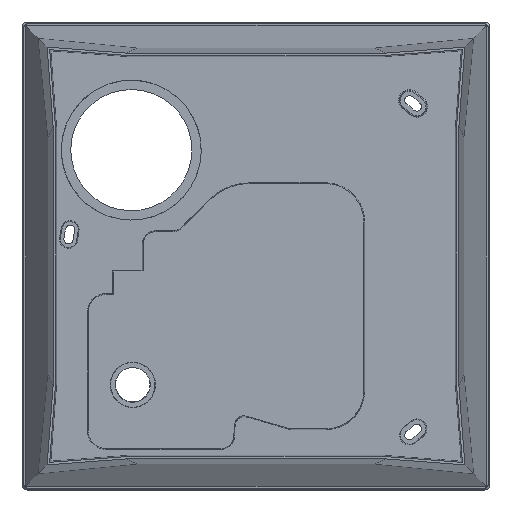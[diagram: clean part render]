
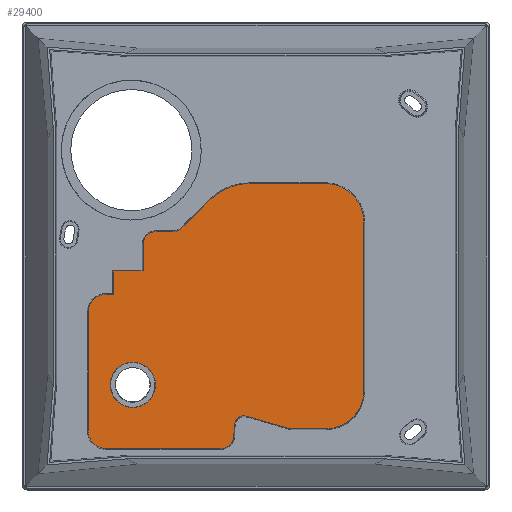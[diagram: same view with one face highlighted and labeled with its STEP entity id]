
A CAD part, front view. The second image highlights one B-rep face of the part: STEP entity #29400.
In plain terms, the highlighted planar face has unit normal (0, -1, 0).
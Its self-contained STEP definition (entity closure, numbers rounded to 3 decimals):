
#100=CARTESIAN_POINT('',(63.75,-13.7,20.067));
#110=VERTEX_POINT('',#100);
#280=CARTESIAN_POINT('',(63.75,-13.7,-79.38));
#290=VERTEX_POINT('',#280);
#320=CARTESIAN_POINT('',(63.75,-13.7,0.));
#330=DIRECTION('',(-0.,0.,1.));
#340=VECTOR('',#330,1.);
#350=LINE('',#320,#340);
#360=EDGE_CURVE('',#290,#110,#350,.T.);
#1760=CARTESIAN_POINT('',(20.807,-13.7,-102.066));
#1770=VERTEX_POINT('',#1760);
#1820=CARTESIAN_POINT('',(0.,-13.7,-102.066));
#1830=DIRECTION('',(-1.,0.,0.));
#1840=VECTOR('',#1830,1.);
#1850=LINE('',#1820,#1840);
#1860=CARTESIAN_POINT('',(41.063,-13.7,-102.066));
#1870=VERTEX_POINT('',#1860);
#1880=EDGE_CURVE('',#1870,#1770,#1850,.T.);
#3050=CARTESIAN_POINT('',(-88.328,-13.7,-22.64));
#3060=VERTEX_POINT('',#3050);
#3110=CARTESIAN_POINT('',(-88.315,-13.7,-33.346));
#3120=DIRECTION('',(0.,1.,-0.));
#3130=DIRECTION('',(-0.707,0.,0.707));
#3140=AXIS2_PLACEMENT_3D('',#3110,#3120,#3130);
#3150=ELLIPSE('',#3140,10.713,10.7);
#3160=CARTESIAN_POINT('',(-99.022,-13.7,-33.333));
#3170=VERTEX_POINT('',#3160);
#3180=EDGE_CURVE('',#3170,#3060,#3150,.T.);
#9830=CARTESIAN_POINT('',(-66.65,-13.7,6.734));
#9840=VERTEX_POINT('',#9830);
#9890=CARTESIAN_POINT('',(-66.65,-13.7,0.));
#9900=DIRECTION('',(0.,0.,-1.));
#9910=VECTOR('',#9900,1.);
#9920=LINE('',#9890,#9910);
#9930=CARTESIAN_POINT('',(-66.65,-13.7,-8.852));
#9940=VERTEX_POINT('',#9930);
#9950=EDGE_CURVE('',#9840,#9940,#9920,.T.);
#10910=CARTESIAN_POINT('',(-60.353,-13.7,0.));
#10920=DIRECTION('',(0.707,-0.,0.707));
#10930=VECTOR('',#10920,1.);
#10940=LINE('',#10910,#10930);
#10950=CARTESIAN_POINT('',(-43.67,-13.7,16.683));
#10960=VERTEX_POINT('',#10950);
#10970=CARTESIAN_POINT('',(-27.172,-13.7,33.181));
#10980=VERTEX_POINT('',#10970);
#10990=EDGE_CURVE('',#10960,#10980,#10940,.T.);
#11370=CARTESIAN_POINT('',(-12.648,-13.7,-99.537));
#11380=VERTEX_POINT('',#11370);
#11410=CARTESIAN_POINT('',(-7.155,-13.7,-99.874));
#11420=DIRECTION('',(0.,1.,-0.));
#11430=DIRECTION('',(-0.578,0.,0.816));
#11440=AXIS2_PLACEMENT_3D('',#11410,#11420,#11430);
#11450=ELLIPSE('',#11440,5.509,5.5);
#11460=CARTESIAN_POINT('',(-5.646,-13.7,-94.581));
#11470=VERTEX_POINT('',#11460);
#11480=EDGE_CURVE('',#11380,#11470,#11450,.T.);
#12130=CARTESIAN_POINT('',(-6.686,-13.7,0.));
#12140=DIRECTION('',(-0.06,0.,-0.998));
#12150=VECTOR('',#12140,1.);
#12160=LINE('',#12130,#12150);
#12170=CARTESIAN_POINT('',(-13.065,-13.7,-106.5));
#12180=VERTEX_POINT('',#12170);
#12190=EDGE_CURVE('',#11380,#12180,#12160,.T.);
#23910=CARTESIAN_POINT('',(0.,-13.7,-22.64));
#23920=DIRECTION('',(1.,-0.,-0.));
#23930=VECTOR('',#23920,1.);
#23940=LINE('',#23910,#23930);
#23950=CARTESIAN_POINT('',(-84.116,-13.7,-22.64));
#23960=VERTEX_POINT('',#23950);
#23970=EDGE_CURVE('',#3060,#23960,#23940,.T.);
#25730=CARTESIAN_POINT('',(0.,-13.7,-8.852));
#25740=DIRECTION('',(1.,-0.,0.));
#25750=VECTOR('',#25740,1.);
#25760=LINE('',#25730,#25750);
#25770=CARTESIAN_POINT('',(-84.116,-13.7,-8.852));
#25780=VERTEX_POINT('',#25770);
#25790=EDGE_CURVE('',#25780,#9940,#25760,.T.);
#27030=CARTESIAN_POINT('',(-58.955,-13.7,14.429));
#27040=VERTEX_POINT('',#27030);
#27090=CARTESIAN_POINT('',(-58.946,-13.7,6.724));
#27100=DIRECTION('',(0.,1.,-0.));
#27110=DIRECTION('',(-0.707,0.,0.707));
#27120=AXIS2_PLACEMENT_3D('',#27090,#27100,#27110);
#27130=ELLIPSE('',#27120,7.709,7.7);
#27140=EDGE_CURVE('',#9840,#27040,#27130,.T.);
#27530=CARTESIAN_POINT('',(41.063,-13.7,42.753));
#27540=VERTEX_POINT('',#27530);
#27670=CARTESIAN_POINT('',(41.036,-13.7,20.039));
#27680=DIRECTION('',(0.,1.,-0.));
#27690=DIRECTION('',(-0.707,0.,-0.707));
#27700=AXIS2_PLACEMENT_3D('',#27670,#27680,#27690);
#27710=ELLIPSE('',#27700,22.728,22.7);
#27720=EDGE_CURVE('',#27540,#110,#27710,.T.);
#28170=CARTESIAN_POINT('',(-10.419,-13.7,-78.29));
#28180=DIRECTION('',(0.,1.,-0.));
#28190=DIRECTION('',(-1.,0.,0.));
#28200=AXIS2_PLACEMENT_3D('',#28170,#28180,#28190);
#28210=PLANE('',#28200);
#28220=CARTESIAN_POINT('',(-72.703,-13.7,-76.051));
#28230=DIRECTION('',(0.,-1.,0.));
#28240=DIRECTION('',(0.,0.,1.));
#28250=AXIS2_PLACEMENT_3D('',#28220,#28230,#28240);
#28260=CIRCLE('',#28250,13.337);
#28270=CARTESIAN_POINT('',(-72.703,-13.7,-62.714));
#28280=VERTEX_POINT('',#28270);
#28290=CARTESIAN_POINT('',(-72.703,-13.7,-89.389));
#28300=VERTEX_POINT('',#28290);
#28310=EDGE_CURVE('',#28280,#28300,#28260,.T.);
#28320=ORIENTED_EDGE('',*,*,#28310,.F.);
#28330=EDGE_CURVE('',#28300,#28280,#28260,.T.);
#28340=ORIENTED_EDGE('',*,*,#28330,.F.);
#28350=EDGE_LOOP('',(#28340,#28320));
#28360=FACE_BOUND('',#28350,.T.);
#28370=ORIENTED_EDGE('',*,*,#25790,.F.);
#28380=ORIENTED_EDGE('',*,*,#9950,.T.);
#28390=ORIENTED_EDGE('',*,*,#27140,.F.);
#28400=CARTESIAN_POINT('',(0.,-13.7,14.429));
#28410=DIRECTION('',(-1.,0.,0.));
#28420=VECTOR('',#28410,1.);
#28430=LINE('',#28400,#28420);
#28440=CARTESIAN_POINT('',(-49.112,-13.7,14.429));
#28450=VERTEX_POINT('',#28440);
#28460=EDGE_CURVE('',#28450,#27040,#28430,.T.);
#28470=ORIENTED_EDGE('',*,*,#28460,.T.);
#28480=CARTESIAN_POINT('',(-49.116,-13.7,22.134));
#28490=DIRECTION('',(0.,1.,-0.));
#28500=DIRECTION('',(-0.383,0.,0.924));
#28510=AXIS2_PLACEMENT_3D('',#28480,#28490,#28500);
#28520=ELLIPSE('',#28510,7.705,7.7);
#28530=EDGE_CURVE('',#10960,#28450,#28520,.T.);
#28540=ORIENTED_EDGE('',*,*,#28530,.T.);
#28550=ORIENTED_EDGE('',*,*,#10990,.F.);
#28560=CARTESIAN_POINT('',(-4.047,-13.7,10.033));
#28570=DIRECTION('',(0.,1.,-0.));
#28580=DIRECTION('',(-0.383,0.,0.924));
#28590=AXIS2_PLACEMENT_3D('',#28560,#28570,#28580);
#28600=ELLIPSE('',#28590,32.723,32.7);
#28610=CARTESIAN_POINT('',(-4.064,-13.7,42.753));
#28620=VERTEX_POINT('',#28610);
#28630=EDGE_CURVE('',#10980,#28620,#28600,.T.);
#28640=ORIENTED_EDGE('',*,*,#28630,.F.);
#28650=CARTESIAN_POINT('',(0.,-13.7,42.753));
#28660=DIRECTION('',(1.,0.,0.));
#28670=VECTOR('',#28660,1.);
#28680=LINE('',#28650,#28670);
#28690=EDGE_CURVE('',#28620,#27540,#28680,.T.);
#28700=ORIENTED_EDGE('',*,*,#28690,.F.);
#28710=ORIENTED_EDGE('',*,*,#27720,.F.);
#28720=ORIENTED_EDGE('',*,*,#360,.T.);
#28730=CARTESIAN_POINT('',(41.036,-13.7,-79.352));
#28740=DIRECTION('',(0.,1.,-0.));
#28750=DIRECTION('',(-0.707,0.,0.707));
#28760=AXIS2_PLACEMENT_3D('',#28730,#28740,#28750);
#28770=ELLIPSE('',#28760,22.728,22.7);
#28780=EDGE_CURVE('',#290,#1870,#28770,.T.);
#28790=ORIENTED_EDGE('',*,*,#28780,.F.);
#28800=ORIENTED_EDGE('',*,*,#1880,.F.);
#28810=CARTESIAN_POINT('',(20.807,-13.7,-99.564));
#28820=DIRECTION('',(0.,1.,-0.));
#28830=DIRECTION('',(0.139,0.,0.99));
#28840=AXIS2_PLACEMENT_3D('',#28810,#28820,#28830);
#28850=ELLIPSE('',#28840,2.502,2.5);
#28860=CARTESIAN_POINT('',(20.118,-13.7,-101.969));
#28870=VERTEX_POINT('',#28860);
#28880=EDGE_CURVE('',#1770,#28870,#28850,.T.);
#28890=ORIENTED_EDGE('',*,*,#28880,.F.);
#28900=CARTESIAN_POINT('',(0.,-13.7,-96.2));
#28910=DIRECTION('',(0.961,0.,-0.276));
#28920=VECTOR('',#28910,1.);
#28930=LINE('',#28900,#28920);
#28940=EDGE_CURVE('',#11470,#28870,#28930,.T.);
#28950=ORIENTED_EDGE('',*,*,#28940,.T.);
#28960=ORIENTED_EDGE('',*,*,#11480,.T.);
#28970=ORIENTED_EDGE('',*,*,#12190,.F.);
#28980=CARTESIAN_POINT('',(-20.755,-13.7,-106.031));
#28990=DIRECTION('',(0.,1.,-0.));
#29000=DIRECTION('',(-0.686,0.,0.728));
#29010=AXIS2_PLACEMENT_3D('',#28980,#28990,#29000);
#29020=ELLIPSE('',#29010,7.709,7.7);
#29030=CARTESIAN_POINT('',(-20.747,-13.7,-113.736));
#29040=VERTEX_POINT('',#29030);
#29050=EDGE_CURVE('',#12180,#29040,#29020,.T.);
#29060=ORIENTED_EDGE('',*,*,#29050,.F.);
#29070=CARTESIAN_POINT('',(0.,-13.7,-113.736));
#29080=DIRECTION('',(-1.,0.,0.));
#29090=VECTOR('',#29080,1.);
#29100=LINE('',#29070,#29090);
#29110=CARTESIAN_POINT('',(-88.328,-13.7,-113.736));
#29120=VERTEX_POINT('',#29110);
#29130=EDGE_CURVE('',#29040,#29120,#29100,.T.);
#29140=ORIENTED_EDGE('',*,*,#29130,.F.);
#29150=CARTESIAN_POINT('',(-88.315,-13.7,-103.029));
#29160=DIRECTION('',(0.,1.,-0.));
#29170=DIRECTION('',(-0.707,0.,-0.707));
#29180=AXIS2_PLACEMENT_3D('',#29150,#29160,#29170);
#29190=ELLIPSE('',#29180,10.713,10.7);
#29200=CARTESIAN_POINT('',(-99.022,-13.7,-103.042));
#29210=VERTEX_POINT('',#29200);
#29220=EDGE_CURVE('',#29120,#29210,#29190,.T.);
#29230=ORIENTED_EDGE('',*,*,#29220,.F.);
#29240=CARTESIAN_POINT('',(-99.022,-13.7,0.));
#29250=DIRECTION('',(0.,0.,-1.));
#29260=VECTOR('',#29250,1.);
#29270=LINE('',#29240,#29260);
#29280=EDGE_CURVE('',#3170,#29210,#29270,.T.);
#29290=ORIENTED_EDGE('',*,*,#29280,.T.);
#29300=ORIENTED_EDGE('',*,*,#3180,.F.);
#29310=ORIENTED_EDGE('',*,*,#23970,.F.);
#29320=CARTESIAN_POINT('',(-84.116,-13.7,0.));
#29330=DIRECTION('',(-0.,0.,1.));
#29340=VECTOR('',#29330,1.);
#29350=LINE('',#29320,#29340);
#29360=EDGE_CURVE('',#23960,#25780,#29350,.T.);
#29370=ORIENTED_EDGE('',*,*,#29360,.F.);
#29380=EDGE_LOOP('',(#29370,#29310,#29300,#29290,#29230,#29140,#29060,
#28970,#28960,#28950,#28890,#28800,#28790,#28720,#28710,#28700,#28640,
#28550,#28540,#28470,#28390,#28380,#28370));
#29390=FACE_OUTER_BOUND('',#29380,.T.);
#29400=ADVANCED_FACE('',(#28360,#29390),#28210,.F.);
